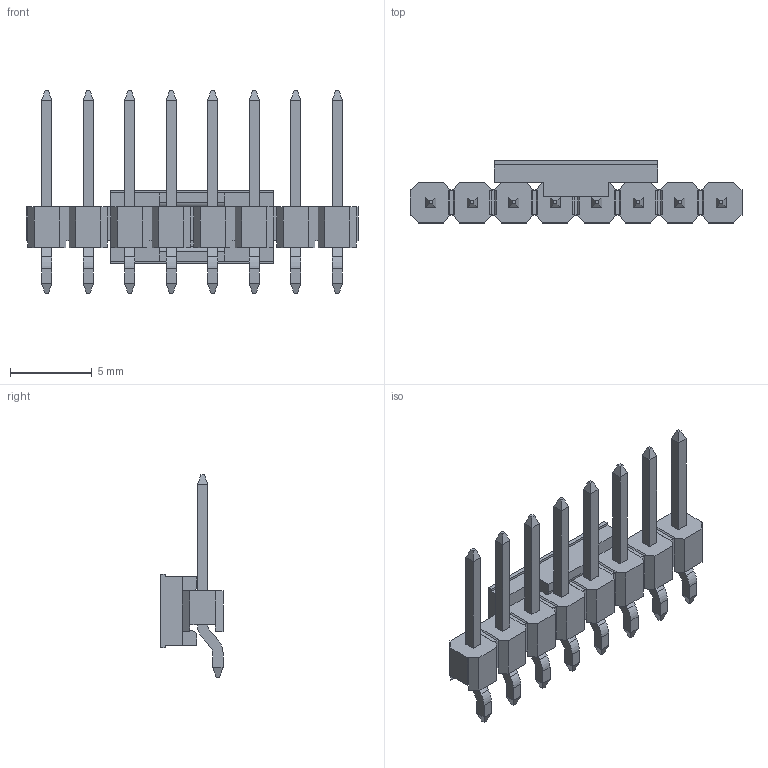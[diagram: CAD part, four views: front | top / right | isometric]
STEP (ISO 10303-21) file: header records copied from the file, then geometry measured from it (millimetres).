
FILE_DESCRIPTION(('FreeCAD Model'),'2;1');
FILE_NAME('3931-13-008-00-PPTR.stp', '2022-03-24T13:15:28',('Author'),(''), 'Open CASCADE STEP processor 6.8','FreeCAD','Unknown');
FILE_SCHEMA(('AUTOMOTIVE_DESIGN_CC2 { 1 2 10303 214 -1 1 5 4 }'));
Length unit declared in the file: millimetre
Products named in the file (11): ASSEMBLY; Pad; Pin008; Pin001; Body; Pin003; Pin002; Pin004; Pin005; Pin007; Pin006
Assembly tree (10 placements, depth 2):
  ASSEMBLY
    Pad
    Pin008
    Pin001
    Body
    Pin003
    Pin002
    Pin004
    Pin005
    Pin007
    Pin006
Bounding box: 20.32 x 3.8 x 12.4 mm (x, y, z)
Volume: 195.6 mm3; surface area: 661.7 mm2
Topology: 10 solids, 10 shells, 397 faces, 982 edges, 612 vertices
Faces by surface type: plane 331, cylinder 66
Entity records: 30381 total; most frequent: CARTESIAN_POINT 10602, DIRECTION 3500, LINE 2514, VECTOR 2514, ORIENTED_EDGE 1964, PCURVE 1964, DEFINITIONAL_REPRESENTATION 1964, EDGE_CURVE 982
